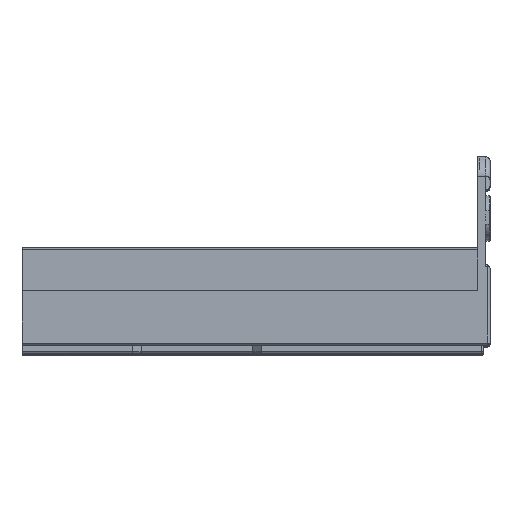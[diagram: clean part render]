
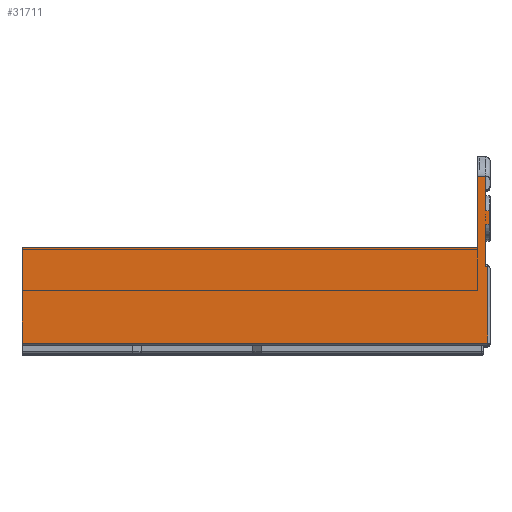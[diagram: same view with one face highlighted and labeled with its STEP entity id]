
A CAD part, top view. The second image highlights one B-rep face of the part: STEP entity #31711.
In plain terms, the highlighted planar face has unit normal (0, 0, 1).
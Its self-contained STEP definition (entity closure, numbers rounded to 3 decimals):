
#179=DIRECTION('',(0.,1.,0.));
#180=VECTOR('',#179,17.3);
#181=CARTESIAN_POINT('',(94.,23.5,223.75));
#182=LINE('',#181,#180);
#1360=DIRECTION('',(1.,0.,0.));
#1361=VECTOR('',#1360,2.);
#1362=CARTESIAN_POINT('',(94.,40.8,223.75));
#1363=LINE('',#1362,#1361);
#1372=DIRECTION('',(0.,-1.,0.));
#1373=VECTOR('',#1372,3.202);
#1374=CARTESIAN_POINT('',(96.8,32.401,223.75));
#1375=LINE('',#1374,#1373);
#1376=DIRECTION('',(0.,-1.,0.));
#1377=VECTOR('',#1376,23.);
#1378=CARTESIAN_POINT('',(-16.,23.5,223.75));
#1379=LINE('',#1378,#1377);
#1380=DIRECTION('',(-1.,0.,0.));
#1381=VECTOR('',#1380,110.);
#1382=CARTESIAN_POINT('',(94.,23.5,223.75));
#1383=LINE('',#1382,#1381);
#1384=DIRECTION('',(1.,0.,0.));
#1385=VECTOR('',#1384,0.8);
#1386=CARTESIAN_POINT('',(96.,32.401,223.75));
#1387=LINE('',#1386,#1385);
#1540=DIRECTION('',(0.,1.,0.));
#1541=VECTOR('',#1540,5.099);
#1542=CARTESIAN_POINT('',(96.,32.401,223.75));
#1543=LINE('',#1542,#1541);
#1568=DIRECTION('',(0.,1.,0.));
#1569=VECTOR('',#1568,10.199);
#1570=CARTESIAN_POINT('',(96.,19.,223.75));
#1571=LINE('',#1570,#1569);
#1674=DIRECTION('',(1.,0.,0.));
#1675=VECTOR('',#1674,0.8);
#1676=CARTESIAN_POINT('',(96.,29.199,223.75));
#1677=LINE('',#1676,#1675);
#22676=DIRECTION('',(-1.,0.,0.));
#22677=VECTOR('',#22676,112.5);
#22678=CARTESIAN_POINT('',(96.5,0.5,223.75));
#22679=LINE('',#22678,#22677);
#22703=DIRECTION('',(0.,-1.,0.));
#22704=VECTOR('',#22703,18.5);
#22705=CARTESIAN_POINT('',(96.5,19.,223.75));
#22706=LINE('',#22705,#22704);
#22717=DIRECTION('',(1.,0.,0.));
#22718=VECTOR('',#22717,0.5);
#22719=CARTESIAN_POINT('',(96.,19.,223.75));
#22720=LINE('',#22719,#22718);
#23148=DIRECTION('',(0.,-1.,0.));
#23149=VECTOR('',#23148,3.3);
#23150=CARTESIAN_POINT('',(96.,40.8,223.75));
#23151=LINE('',#23150,#23149);
#26105=CARTESIAN_POINT('',(-16.,23.5,223.75));
#26106=CARTESIAN_POINT('',(-16.,0.5,223.75));
#26107=VERTEX_POINT('',#26105);
#26108=VERTEX_POINT('',#26106);
#26458=CARTESIAN_POINT('',(96.,19.,223.75));
#26459=CARTESIAN_POINT('',(96.5,19.,223.75));
#26460=VERTEX_POINT('',#26458);
#26461=VERTEX_POINT('',#26459);
#26462=CARTESIAN_POINT('',(96.5,0.5,223.75));
#26463=VERTEX_POINT('',#26462);
#26468=CARTESIAN_POINT('',(94.,23.5,223.75));
#26469=CARTESIAN_POINT('',(94.,40.8,223.75));
#26470=VERTEX_POINT('',#26468);
#26471=VERTEX_POINT('',#26469);
#27434=CARTESIAN_POINT('',(96.,40.8,223.75));
#27436=VERTEX_POINT('',#27434);
#27437=CARTESIAN_POINT('',(96.,37.5,223.75));
#27438=VERTEX_POINT('',#27437);
#30063=CARTESIAN_POINT('',(96.,29.199,223.75));
#30064=CARTESIAN_POINT('',(96.,32.401,223.75));
#30065=VERTEX_POINT('',#30063);
#30066=VERTEX_POINT('',#30064);
#30087=CARTESIAN_POINT('',(96.8,32.401,223.75));
#30088=CARTESIAN_POINT('',(96.8,29.199,223.75));
#30089=VERTEX_POINT('',#30087);
#30090=VERTEX_POINT('',#30088);
#31680=CARTESIAN_POINT('',(0.,0.,223.75));
#31681=DIRECTION('',(0.,0.,1.));
#31682=DIRECTION('',(0.,-1.,0.));
#31683=AXIS2_PLACEMENT_3D('',#31680,#31681,#31682);
#31684=PLANE('',#31683);
#31686=ORIENTED_EDGE('',*,*,#31685,.T.);
#31688=ORIENTED_EDGE('',*,*,#31687,.F.);
#31690=ORIENTED_EDGE('',*,*,#31689,.F.);
#31692=ORIENTED_EDGE('',*,*,#31691,.T.);
#31694=ORIENTED_EDGE('',*,*,#31693,.T.);
#31696=ORIENTED_EDGE('',*,*,#31695,.T.);
#31698=ORIENTED_EDGE('',*,*,#31697,.F.);
#31700=ORIENTED_EDGE('',*,*,#31699,.F.);
#31701=ORIENTED_EDGE('',*,*,#30128,.T.);
#31702=ORIENTED_EDGE('',*,*,#31662,.T.);
#31704=ORIENTED_EDGE('',*,*,#31703,.T.);
#31706=ORIENTED_EDGE('',*,*,#31705,.F.);
#31708=ORIENTED_EDGE('',*,*,#31707,.T.);
#31709=EDGE_LOOP('',(#31686,#31688,#31690,#31692,#31694,#31696,#31698,#31700,
#31701,#31702,#31704,#31706,#31708));
#31710=FACE_OUTER_BOUND('',#31709,.F.);
#31711=ADVANCED_FACE('',(#31710),#31684,.T.);
#30128=EDGE_CURVE('',#26470,#26471,#182,.T.);
#31662=EDGE_CURVE('',#26471,#27436,#1363,.T.);
#31685=EDGE_CURVE('',#30089,#30090,#1375,.T.);
#31687=EDGE_CURVE('',#30065,#30090,#1677,.T.);
#31689=EDGE_CURVE('',#26460,#30065,#1571,.T.);
#31691=EDGE_CURVE('',#26460,#26461,#22720,.T.);
#31693=EDGE_CURVE('',#26461,#26463,#22706,.T.);
#31695=EDGE_CURVE('',#26463,#26108,#22679,.T.);
#31697=EDGE_CURVE('',#26107,#26108,#1379,.T.);
#31699=EDGE_CURVE('',#26470,#26107,#1383,.T.);
#31703=EDGE_CURVE('',#27436,#27438,#23151,.T.);
#31705=EDGE_CURVE('',#30066,#27438,#1543,.T.);
#31707=EDGE_CURVE('',#30066,#30089,#1387,.T.);
